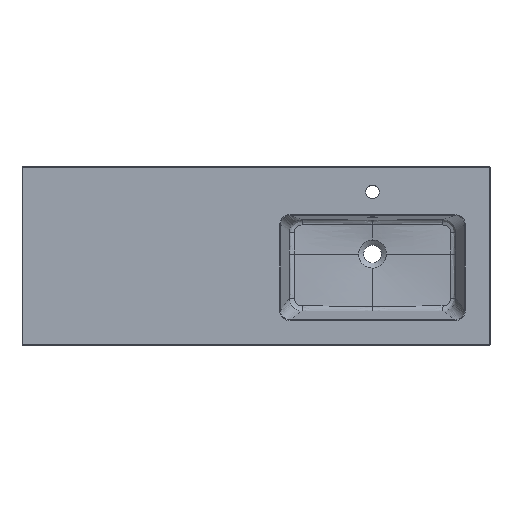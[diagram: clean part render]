
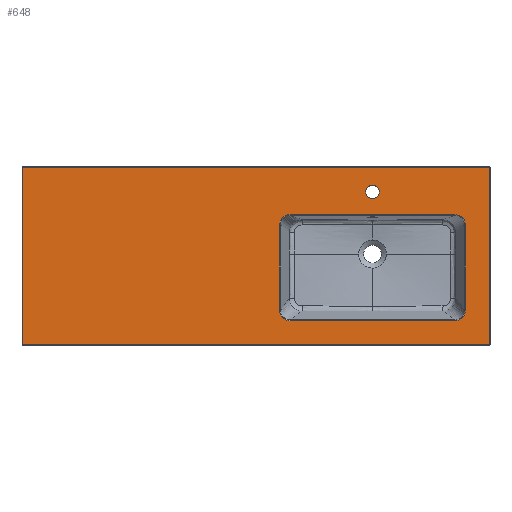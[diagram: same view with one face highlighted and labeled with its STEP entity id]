
A CAD part, top view. The second image highlights one B-rep face of the part: STEP entity #648.
In plain terms, the highlighted planar face has unit normal (0, 0, 1).
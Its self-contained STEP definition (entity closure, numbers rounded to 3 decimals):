
#648=ADVANCED_FACE('',(#1162,#1163,#1164),#918,.T.);
#918=PLANE('',#4169);
#944=CIRCLE('',#4168,17.5);
#1162=FACE_BOUND('',#1211,.T.);
#1163=FACE_BOUND('',#1212,.T.);
#1164=FACE_BOUND('',#1213,.T.);
#1211=EDGE_LOOP('',(#1681,#1682,#1683,#1684,#1685,#1686,#1687,#1688));
#1212=EDGE_LOOP('',(#1689,#1690,#1691,#1692));
#1213=EDGE_LOOP('',(#1693));
#1509=LINE('',#5339,#1593);
#1510=LINE('',#5352,#1594);
#1511=LINE('',#5365,#1595);
#1512=LINE('',#5378,#1596);
#1513=LINE('',#5379,#1597);
#1514=LINE('',#5382,#1598);
#1515=LINE('',#5384,#1599);
#1516=LINE('',#5386,#1600);
#1593=VECTOR('',#4526,1.);
#1594=VECTOR('',#4527,1.);
#1595=VECTOR('',#4528,1.);
#1596=VECTOR('',#4529,1.);
#1597=VECTOR('',#4530,1.);
#1598=VECTOR('',#4531,1.);
#1599=VECTOR('',#4532,1.);
#1600=VECTOR('',#4533,1.);
#1681=ORIENTED_EDGE('',*,*,#3281,.T.);
#1682=ORIENTED_EDGE('',*,*,#3282,.T.);
#1683=ORIENTED_EDGE('',*,*,#3283,.T.);
#1684=ORIENTED_EDGE('',*,*,#3284,.T.);
#1685=ORIENTED_EDGE('',*,*,#3285,.T.);
#1686=ORIENTED_EDGE('',*,*,#3286,.T.);
#1687=ORIENTED_EDGE('',*,*,#3287,.T.);
#1688=ORIENTED_EDGE('',*,*,#3288,.T.);
#1689=ORIENTED_EDGE('',*,*,#3289,.T.);
#1690=ORIENTED_EDGE('',*,*,#3290,.T.);
#1691=ORIENTED_EDGE('',*,*,#3291,.T.);
#1692=ORIENTED_EDGE('',*,*,#3292,.T.);
#1693=ORIENTED_EDGE('',*,*,#3293,.T.);
#2917=VERTEX_POINT('',#5337);
#2918=VERTEX_POINT('',#5338);
#2919=VERTEX_POINT('',#5340);
#2920=VERTEX_POINT('',#5351);
#2921=VERTEX_POINT('',#5353);
#2922=VERTEX_POINT('',#5364);
#2923=VERTEX_POINT('',#5366);
#2924=VERTEX_POINT('',#5377);
#2925=VERTEX_POINT('',#5380);
#2926=VERTEX_POINT('',#5381);
#2927=VERTEX_POINT('',#5383);
#2928=VERTEX_POINT('',#5385);
#2929=VERTEX_POINT('',#5388);
#3281=EDGE_CURVE('',#2917,#2918,#3899,.T.);
#3282=EDGE_CURVE('',#2918,#2919,#1509,.T.);
#3283=EDGE_CURVE('',#2919,#2920,#3900,.T.);
#3284=EDGE_CURVE('',#2920,#2921,#1510,.T.);
#3285=EDGE_CURVE('',#2921,#2922,#3901,.T.);
#3286=EDGE_CURVE('',#2922,#2923,#1511,.T.);
#3287=EDGE_CURVE('',#2923,#2924,#3902,.T.);
#3288=EDGE_CURVE('',#2924,#2917,#1512,.T.);
#3289=EDGE_CURVE('',#2925,#2926,#1513,.T.);
#3290=EDGE_CURVE('',#2926,#2927,#1514,.T.);
#3291=EDGE_CURVE('',#2927,#2928,#1515,.T.);
#3292=EDGE_CURVE('',#2928,#2925,#1516,.T.);
#3293=EDGE_CURVE('',#2929,#2929,#944,.T.);
#3899=B_SPLINE_CURVE_WITH_KNOTS('',3,(#5327,#5328,#5329,#5330,#5331,#5332,
#5333,#5334,#5335,#5336),.UNSPECIFIED.,.F.,.F.,(4,2,2,2,4),(0.,0.25,0.5,
0.75,1.),.UNSPECIFIED.);
#3900=B_SPLINE_CURVE_WITH_KNOTS('',3,(#5341,#5342,#5343,#5344,#5345,#5346,
#5347,#5348,#5349,#5350),.UNSPECIFIED.,.F.,.F.,(4,2,2,2,4),(0.,0.25,0.5,
0.75,1.),.UNSPECIFIED.);
#3901=B_SPLINE_CURVE_WITH_KNOTS('',3,(#5354,#5355,#5356,#5357,#5358,#5359,
#5360,#5361,#5362,#5363),.UNSPECIFIED.,.F.,.F.,(4,2,2,2,4),(0.,0.25,0.5,
0.75,1.),.UNSPECIFIED.);
#3902=B_SPLINE_CURVE_WITH_KNOTS('',3,(#5367,#5368,#5369,#5370,#5371,#5372,
#5373,#5374,#5375,#5376),.UNSPECIFIED.,.F.,.F.,(4,2,2,2,4),(0.,0.25,0.5,
0.75,1.),.UNSPECIFIED.);
#4168=AXIS2_PLACEMENT_3D('',#5387,#4534,#4535);
#4169=AXIS2_PLACEMENT_3D('',#5389,#4536,#4537);
#4526=DIRECTION('',(1.,0.,0.));
#4527=DIRECTION('',(0.,-1.,0.));
#4528=DIRECTION('',(-1.,0.,0.));
#4529=DIRECTION('',(0.,1.,0.));
#4530=DIRECTION('',(-1.,0.,0.));
#4531=DIRECTION('',(0.,-1.,0.));
#4532=DIRECTION('',(1.,0.,0.));
#4533=DIRECTION('',(0.,1.,0.));
#4534=DIRECTION('',(0.,0.,-1.));
#4535=DIRECTION('',(1.,0.,0.));
#4536=DIRECTION('',(0.,0.,1.));
#4537=DIRECTION('',(1.,0.,0.));
#5327=CARTESIAN_POINT('',(360.965,75.282,105.));
#5328=CARTESIAN_POINT('',(360.965,78.863,105.));
#5329=CARTESIAN_POINT('',(361.646,82.316,105.));
#5330=CARTESIAN_POINT('',(364.443,88.907,105.));
#5331=CARTESIAN_POINT('',(366.507,91.852,105.));
#5332=CARTESIAN_POINT('',(371.673,96.723,105.));
#5333=CARTESIAN_POINT('',(374.765,98.621,105.));
#5334=CARTESIAN_POINT('',(381.382,101.125,105.));
#5335=CARTESIAN_POINT('',(384.947,101.754,105.));
#5336=CARTESIAN_POINT('',(388.526,101.754,105.));
#5337=CARTESIAN_POINT('',(360.965,75.282,105.));
#5338=CARTESIAN_POINT('',(388.526,101.754,105.));
#5339=CARTESIAN_POINT('',(600.,101.754,105.));
#5340=CARTESIAN_POINT('',(811.474,101.754,105.));
#5341=CARTESIAN_POINT('',(811.474,101.754,105.));
#5342=CARTESIAN_POINT('',(815.052,101.754,105.));
#5343=CARTESIAN_POINT('',(818.535,101.15,105.));
#5344=CARTESIAN_POINT('',(825.229,98.63,105.));
#5345=CARTESIAN_POINT('',(828.263,96.77,105.));
#5346=CARTESIAN_POINT('',(833.464,91.891,105.));
#5347=CARTESIAN_POINT('',(835.535,88.934,105.));
#5348=CARTESIAN_POINT('',(838.322,82.415,105.));
#5349=CARTESIAN_POINT('',(839.035,78.866,105.));
#5350=CARTESIAN_POINT('',(839.035,75.282,105.));
#5351=CARTESIAN_POINT('',(839.035,75.282,105.));
#5352=CARTESIAN_POINT('',(839.035,0.,105.));
#5353=CARTESIAN_POINT('',(839.035,-144.711,105.));
#5354=CARTESIAN_POINT('',(839.035,-144.711,105.));
#5355=CARTESIAN_POINT('',(839.035,-148.27,105.));
#5356=CARTESIAN_POINT('',(838.424,-151.713,105.));
#5357=CARTESIAN_POINT('',(835.825,-158.341,105.));
#5358=CARTESIAN_POINT('',(833.898,-161.322,105.));
#5359=CARTESIAN_POINT('',(828.889,-166.347,105.));
#5360=CARTESIAN_POINT('',(825.871,-168.304,105.));
#5361=CARTESIAN_POINT('',(819.314,-170.894,105.));
#5362=CARTESIAN_POINT('',(815.773,-171.535,105.));
#5363=CARTESIAN_POINT('',(812.211,-171.535,105.));
#5364=CARTESIAN_POINT('',(812.211,-171.535,105.));
#5365=CARTESIAN_POINT('',(600.,-171.535,105.));
#5366=CARTESIAN_POINT('',(387.789,-171.535,105.));
#5367=CARTESIAN_POINT('',(387.789,-171.535,105.));
#5368=CARTESIAN_POINT('',(384.23,-171.535,105.));
#5369=CARTESIAN_POINT('',(380.787,-170.924,105.));
#5370=CARTESIAN_POINT('',(374.159,-168.325,105.));
#5371=CARTESIAN_POINT('',(371.178,-166.398,105.));
#5372=CARTESIAN_POINT('',(366.153,-161.389,105.));
#5373=CARTESIAN_POINT('',(364.196,-158.371,105.));
#5374=CARTESIAN_POINT('',(361.606,-151.814,105.));
#5375=CARTESIAN_POINT('',(360.965,-148.273,105.));
#5376=CARTESIAN_POINT('',(360.965,-144.711,105.));
#5377=CARTESIAN_POINT('',(360.965,-144.711,105.));
#5378=CARTESIAN_POINT('',(360.965,0.,105.));
#5379=CARTESIAN_POINT('',(0.,223.,105.));
#5380=CARTESIAN_POINT('',(900.5,223.,105.));
#5381=CARTESIAN_POINT('',(-300.5,223.,105.));
#5382=CARTESIAN_POINT('',(-300.5,0.,105.));
#5383=CARTESIAN_POINT('',(-300.5,-233.,105.));
#5384=CARTESIAN_POINT('',(0.,-233.,105.));
#5385=CARTESIAN_POINT('',(900.5,-233.,105.));
#5386=CARTESIAN_POINT('',(900.5,0.,105.));
#5387=CARTESIAN_POINT('',(600.,160.,105.));
#5388=CARTESIAN_POINT('',(617.5,160.,105.));
#5389=CARTESIAN_POINT('',(0.,0.,105.));
